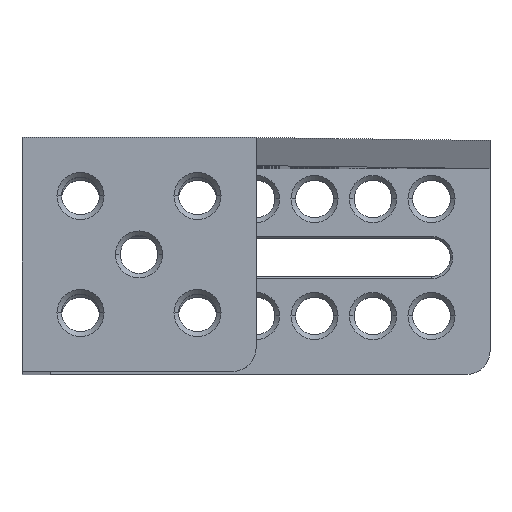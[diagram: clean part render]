
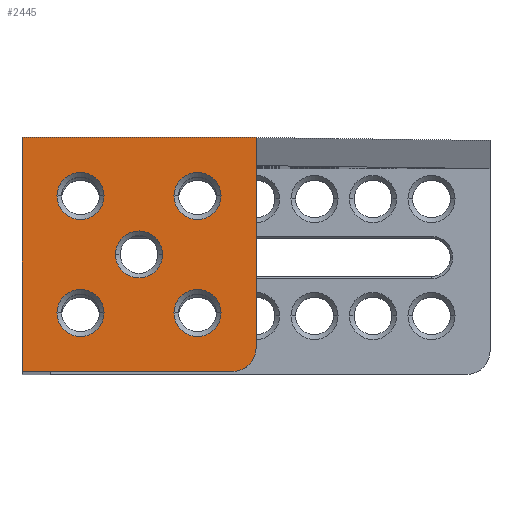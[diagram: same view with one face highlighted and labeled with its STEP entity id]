
A CAD part, top view. The second image highlights one B-rep face of the part: STEP entity #2445.
In plain terms, the highlighted planar face has unit normal (0, 0, 1).
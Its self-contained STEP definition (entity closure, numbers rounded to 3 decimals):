
#2445=ADVANCED_FACE('',(#5205,#5206,#5207,#5208,#5209,#5210),#5211,.T.);
#5205=FACE_OUTER_BOUND('',#8016,.T.);
#5206=FACE_BOUND('',#8017,.T.);
#5207=FACE_BOUND('',#8018,.T.);
#5208=FACE_BOUND('',#8019,.T.);
#5209=FACE_BOUND('',#8020,.T.);
#5210=FACE_BOUND('',#8021,.T.);
#5211=PLANE('',#8022);
#8016=EDGE_LOOP('',(#15042,#15043,#15044,#15045,#15046,#15047));
#8017=EDGE_LOOP('',(#15048,#15049));
#8018=EDGE_LOOP('',(#15050,#15051));
#8019=EDGE_LOOP('',(#15052,#15053));
#8020=EDGE_LOOP('',(#15054,#15055));
#8021=EDGE_LOOP('',(#15056,#15057));
#8022=AXIS2_PLACEMENT_3D('',#15058,#15059,#15060);
#15042=ORIENTED_EDGE('',*,*,#16702,.F.);
#15043=ORIENTED_EDGE('',*,*,#17805,.F.);
#15044=ORIENTED_EDGE('',*,*,#17413,.F.);
#15045=ORIENTED_EDGE('',*,*,#17110,.F.);
#15046=ORIENTED_EDGE('',*,*,#18265,.F.);
#15047=ORIENTED_EDGE('',*,*,#17848,.F.);
#15048=ORIENTED_EDGE('',*,*,#17973,.F.);
#15049=ORIENTED_EDGE('',*,*,#17557,.F.);
#15050=ORIENTED_EDGE('',*,*,#16237,.F.);
#15051=ORIENTED_EDGE('',*,*,#15797,.F.);
#15052=ORIENTED_EDGE('',*,*,#18059,.F.);
#15053=ORIENTED_EDGE('',*,*,#18266,.F.);
#15054=ORIENTED_EDGE('',*,*,#17927,.F.);
#15055=ORIENTED_EDGE('',*,*,#15978,.F.);
#15056=ORIENTED_EDGE('',*,*,#15532,.F.);
#15057=ORIENTED_EDGE('',*,*,#17043,.F.);
#15058=CARTESIAN_POINT('',(0.0,0.0,750.0));
#15059=DIRECTION('',(0.0,0.0,1.0));
#15060=DIRECTION('',(1.0,0.0,0.0));
#15532=EDGE_CURVE('',#18363,#18359,#18365,.T.);
#15797=EDGE_CURVE('',#18822,#18824,#18825,.T.);
#15978=EDGE_CURVE('',#19133,#19135,#19136,.T.);
#16237=EDGE_CURVE('',#18824,#18822,#19560,.T.);
#16702=EDGE_CURVE('',#20266,#20264,#20268,.T.);
#17043=EDGE_CURVE('',#18359,#18363,#20738,.T.);
#17110=EDGE_CURVE('',#20825,#20820,#20827,.T.);
#17413=EDGE_CURVE('',#20820,#21255,#21262,.T.);
#17557=EDGE_CURVE('',#21444,#21446,#21447,.T.);
#17805=EDGE_CURVE('',#21255,#20266,#21734,.T.);
#17848=EDGE_CURVE('',#20264,#21779,#21780,.T.);
#17927=EDGE_CURVE('',#19135,#19133,#21863,.T.);
#17973=EDGE_CURVE('',#21446,#21444,#21911,.T.);
#18059=EDGE_CURVE('',#21999,#21997,#22001,.T.);
#18265=EDGE_CURVE('',#21779,#20825,#22212,.T.);
#18266=EDGE_CURVE('',#21997,#21999,#22213,.T.);
#18359=VERTEX_POINT('',#22312);
#18363=VERTEX_POINT('',#22317);
#18365=CIRCLE('',#22320,10.05);
#18822=VERTEX_POINT('',#22877);
#18824=VERTEX_POINT('',#22880);
#18825=CIRCLE('',#22881,10.05);
#19133=VERTEX_POINT('',#23260);
#19135=VERTEX_POINT('',#23263);
#19136=CIRCLE('',#23264,10.05);
#19560=CIRCLE('',#23767,10.05);
#20264=VERTEX_POINT('',#24644);
#20266=VERTEX_POINT('',#24647);
#20268=CIRCLE('',#24650,10.0);
#20738=CIRCLE('',#25227,10.05);
#20820=VERTEX_POINT('',#25329);
#20825=VERTEX_POINT('',#25336);
#20827=LINE('',#25339,#25340);
#21255=VERTEX_POINT('',#25828);
#21262=LINE('',#25839,#25840);
#21444=VERTEX_POINT('',#26070);
#21446=VERTEX_POINT('',#26073);
#21447=CIRCLE('',#26074,10.05);
#21734=LINE('',#26428,#26429);
#21779=VERTEX_POINT('',#26484);
#21780=CIRCLE('',#26485,10.0);
#21863=CIRCLE('',#26597,10.05);
#21911=CIRCLE('',#26657,10.05);
#21997=VERTEX_POINT('',#26757);
#21999=VERTEX_POINT('',#26760);
#22001=CIRCLE('',#26763,10.05);
#22212=LINE('',#27022,#27023);
#22213=CIRCLE('',#27024,10.05);
#22312=CARTESIAN_POINT('',(64.95,25.0,750.0));
#22317=CARTESIAN_POINT('',(85.05,25.0,750.0));
#22320=AXIS2_PLACEMENT_3D('',#27121,#27122,#27123);
#22877=CARTESIAN_POINT('',(64.95,75.0,750.0));
#22880=CARTESIAN_POINT('',(85.05,75.0,750.0));
#22881=AXIS2_PLACEMENT_3D('',#27555,#27556,#27557);
#23260=CARTESIAN_POINT('',(14.95,25.0,750.0));
#23263=CARTESIAN_POINT('',(35.05,25.0,750.0));
#23264=AXIS2_PLACEMENT_3D('',#27840,#27841,#27842);
#23767=AXIS2_PLACEMENT_3D('',#28333,#28334,#28335);
#24644=CARTESIAN_POINT('',(97.071,2.929,750.0));
#24647=CARTESIAN_POINT('',(100.0,10.0,750.0));
#24650=AXIS2_PLACEMENT_3D('',#29039,#29040,#29041);
#25227=AXIS2_PLACEMENT_3D('',#29584,#29585,#29586);
#25329=CARTESIAN_POINT('',(0.0,100.0,750.0));
#25336=CARTESIAN_POINT('',(0.0,0.0,750.0));
#25339=CARTESIAN_POINT('',(0.0,0.0,750.0));
#25340=VECTOR('',#29682,1.0);
#25828=CARTESIAN_POINT('',(100.0,100.0,750.0));
#25839=CARTESIAN_POINT('',(0.0,100.0,750.0));
#25840=VECTOR('',#30314,1.0);
#26070=CARTESIAN_POINT('',(14.95,75.0,750.0));
#26073=CARTESIAN_POINT('',(35.05,75.0,750.0));
#26074=AXIS2_PLACEMENT_3D('',#30499,#30500,#30501);
#26428=CARTESIAN_POINT('',(100.0,100.0,750.0));
#26429=VECTOR('',#30890,1.0);
#26484=CARTESIAN_POINT('',(90.0,0.0,750.0));
#26485=AXIS2_PLACEMENT_3D('',#30922,#30923,#30924);
#26597=AXIS2_PLACEMENT_3D('',#30990,#30991,#30992);
#26657=AXIS2_PLACEMENT_3D('',#31038,#31039,#31040);
#26757=CARTESIAN_POINT('',(39.95,50.0,750.0));
#26760=CARTESIAN_POINT('',(60.05,50.0,750.0));
#26763=AXIS2_PLACEMENT_3D('',#31123,#31124,#31125);
#27022=CARTESIAN_POINT('',(100.0,0.0,750.0));
#27023=VECTOR('',#31255,1.0);
#27024=AXIS2_PLACEMENT_3D('',#31256,#31257,#31258);
#27121=CARTESIAN_POINT('',(75.0,25.0,750.0));
#27122=DIRECTION('',(0.0,0.0,1.0));
#27123=DIRECTION('',(-1.0,0.0,0.0));
#27555=CARTESIAN_POINT('',(75.0,75.0,750.0));
#27556=DIRECTION('',(0.0,0.0,1.0));
#27557=DIRECTION('',(-1.0,0.0,0.0));
#27840=CARTESIAN_POINT('',(25.0,25.0,750.0));
#27841=DIRECTION('',(0.0,0.0,1.0));
#27842=DIRECTION('',(-1.0,0.0,0.0));
#28333=CARTESIAN_POINT('',(75.0,75.0,750.0));
#28334=DIRECTION('',(0.0,0.0,1.0));
#28335=DIRECTION('',(-1.0,0.0,0.0));
#29039=CARTESIAN_POINT('',(90.0,10.0,750.0));
#29040=DIRECTION('',(0.0,-0.0,-1.0));
#29041=DIRECTION('',(0.707,-0.707,0.0));
#29584=CARTESIAN_POINT('',(75.0,25.0,750.0));
#29585=DIRECTION('',(0.0,0.0,1.0));
#29586=DIRECTION('',(-1.0,0.0,0.0));
#29682=DIRECTION('',(0.0,1.0,0.0));
#30314=DIRECTION('',(1.0,0.0,0.0));
#30499=CARTESIAN_POINT('',(25.0,75.0,750.0));
#30500=DIRECTION('',(0.0,0.0,1.0));
#30501=DIRECTION('',(-1.0,0.0,0.0));
#30890=DIRECTION('',(0.0,-1.0,0.0));
#30922=CARTESIAN_POINT('',(90.0,10.0,750.0));
#30923=DIRECTION('',(0.0,-0.0,-1.0));
#30924=DIRECTION('',(0.707,-0.707,0.0));
#30990=CARTESIAN_POINT('',(25.0,25.0,750.0));
#30991=DIRECTION('',(0.0,0.0,1.0));
#30992=DIRECTION('',(-1.0,0.0,0.0));
#31038=CARTESIAN_POINT('',(25.0,75.0,750.0));
#31039=DIRECTION('',(0.0,0.0,1.0));
#31040=DIRECTION('',(-1.0,0.0,0.0));
#31123=CARTESIAN_POINT('',(50.0,50.0,750.0));
#31124=DIRECTION('',(0.0,0.0,1.0));
#31125=DIRECTION('',(-1.0,0.0,0.0));
#31255=DIRECTION('',(-1.0,0.0,0.0));
#31256=CARTESIAN_POINT('',(50.0,50.0,750.0));
#31257=DIRECTION('',(0.0,0.0,1.0));
#31258=DIRECTION('',(-1.0,0.0,0.0));
